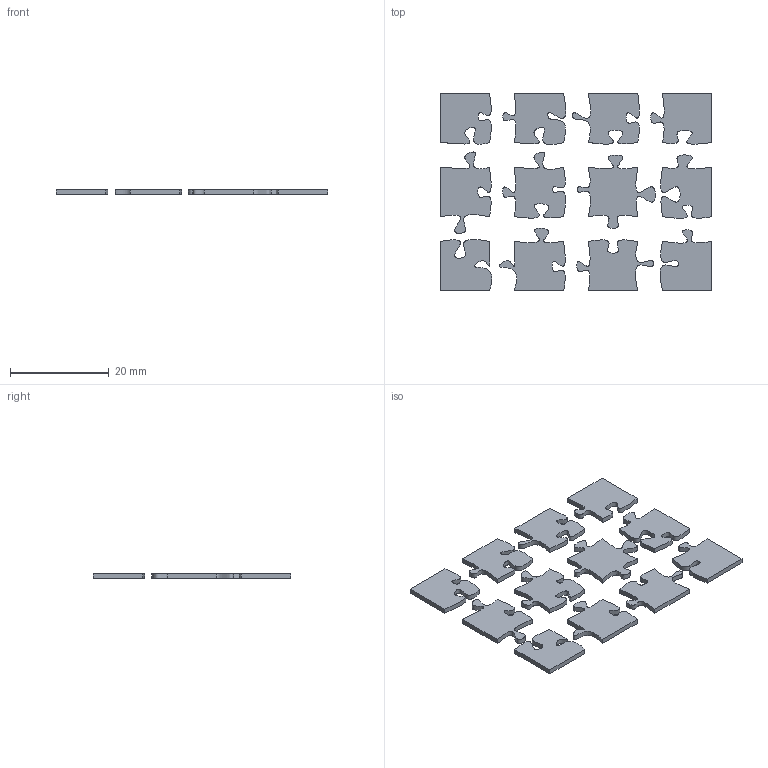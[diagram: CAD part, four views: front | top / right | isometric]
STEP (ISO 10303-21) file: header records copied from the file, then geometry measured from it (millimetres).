
FILE_DESCRIPTION(('HOOPS Exchange Step'),'2;1');
FILE_NAME('temp_export','2024-08-09T16:52:53+08:00',('sharma21'),('Shapr3D Limited'),'HOOPS Exchange 2024.2','Shapr3D','Authorized');
FILE_SCHEMA( ('AP242_MANAGED_MODEL_BASED_3D_ENGINEERING_MIM_LF {1 0 10303 442 1 1 4 }') );
Length unit declared in the file: millimetre
Products named in the file (1): root
Bounding box: 55 x 40 x 1 mm (x, y, z)
Volume: 1210.8 mm3; surface area: 3099.2 mm2
Topology: 12 solids, 12 shells, 72 faces, 144 edges, 96 vertices
Faces by surface type: plane 38, bspline 34
Entity records: 2329 total; most frequent: CARTESIAN_POINT 1028, ORIENTED_EDGE 288, DIRECTION 156, EDGE_CURVE 144, VERTEX_POINT 96, VECTOR 76, LINE 76, EDGE_LOOP 72
